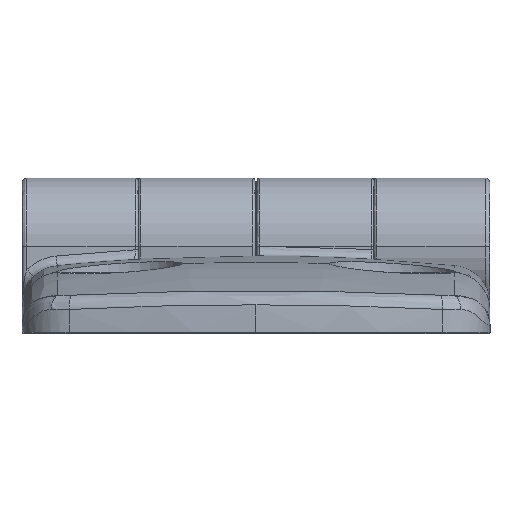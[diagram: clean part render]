
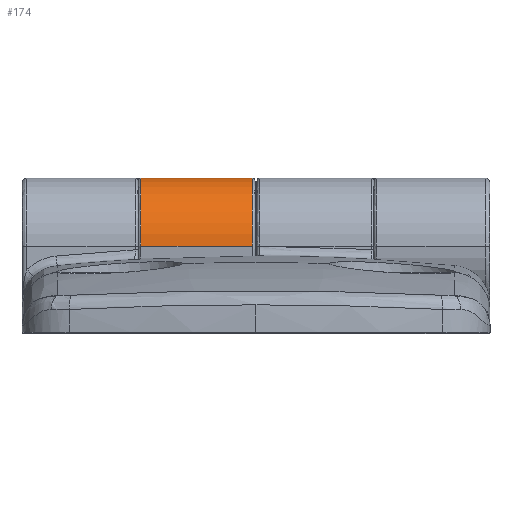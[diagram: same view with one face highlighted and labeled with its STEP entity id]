
A CAD part, top view. The second image highlights one B-rep face of the part: STEP entity #174.
In plain terms, the highlighted cylindrical face has radius 7 mm (diameter 14 mm), a partial arc.
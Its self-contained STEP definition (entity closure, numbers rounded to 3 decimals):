
#174 = ADVANCED_FACE ( 'NONE', ( #1190 ), #5040, .T. ) ;
#232 = CARTESIAN_POINT ( 'NONE',  ( -11.8, 8.9, -7. ) ) ;
#890 = ORIENTED_EDGE ( 'NONE', *, *, #7984, .F. ) ;
#973 = VERTEX_POINT ( 'NONE', #1706 ) ;
#1102 = ORIENTED_EDGE ( 'NONE', *, *, #2291, .T. ) ;
#1190 = FACE_OUTER_BOUND ( 'NONE', #5825, .T. ) ;
#1350 = DIRECTION ( 'NONE',  ( -1., 0., 0. ) ) ;
#1706 = CARTESIAN_POINT ( 'NONE',  ( -0.4, 8.9, 7. ) ) ;
#1857 = CARTESIAN_POINT ( 'NONE',  ( 24., 8.9, -7. ) ) ;
#2205 = EDGE_CURVE ( 'NONE', #7260, #2849, #5953, .T. ) ;
#2291 = EDGE_CURVE ( 'NONE', #973, #5559, #6536, .T. ) ;
#2481 = DIRECTION ( 'NONE',  ( 0., 0., 1. ) ) ;
#2512 = DIRECTION ( 'NONE',  ( -1., 0., 0. ) ) ;
#2542 = CARTESIAN_POINT ( 'NONE',  ( -0.4, 8.9, 0. ) ) ;
#2690 = DIRECTION ( 'NONE',  ( -1., 0., 0. ) ) ;
#2719 = CARTESIAN_POINT ( 'NONE',  ( 24., 8.9, 7. ) ) ;
#2849 = VERTEX_POINT ( 'NONE', #232 ) ;
#4129 = CARTESIAN_POINT ( 'NONE',  ( -0.4, 8.9, -7. ) ) ;
#4495 = DIRECTION ( 'NONE',  ( -1., 0., 0. ) ) ;
#4975 = DIRECTION ( 'NONE',  ( 0., 0., 1. ) ) ;
#5040 = CYLINDRICAL_SURFACE ( 'NONE', #8024, 7. ) ;
#5049 = DIRECTION ( 'NONE',  ( -1., 0., 0. ) ) ;
#5183 = CARTESIAN_POINT ( 'NONE',  ( 24., 8.9, 0. ) ) ;
#5559 = VERTEX_POINT ( 'NONE', #4129 ) ;
#5825 = EDGE_LOOP ( 'NONE', ( #890, #1102, #8967, #7789 ) ) ;
#5953 = CIRCLE ( 'NONE', #6097, 7. ) ;
#5988 = AXIS2_PLACEMENT_3D ( 'NONE', #2542, #2512, #2481 ) ;
#6097 = AXIS2_PLACEMENT_3D ( 'NONE', #7207, #2690, #9018 ) ;
#6536 = CIRCLE ( 'NONE', #5988, 7. ) ;
#6941 = LINE ( 'NONE', #1857, #7270 ) ;
#7207 = CARTESIAN_POINT ( 'NONE',  ( -11.8, 8.9, 0. ) ) ;
#7260 = VERTEX_POINT ( 'NONE', #8429 ) ;
#7270 = VECTOR ( 'NONE', #1350, 1000. ) ;
#7789 = ORIENTED_EDGE ( 'NONE', *, *, #2205, .F. ) ;
#7984 = EDGE_CURVE ( 'NONE', #973, #7260, #8612, .T. ) ;
#8024 = AXIS2_PLACEMENT_3D ( 'NONE', #5183, #5049, #4975 ) ;
#8429 = CARTESIAN_POINT ( 'NONE',  ( -11.8, 8.9, 7. ) ) ;
#8517 = VECTOR ( 'NONE', #4495, 1000. ) ;
#8612 = LINE ( 'NONE', #2719, #8517 ) ;
#8853 = EDGE_CURVE ( 'NONE', #5559, #2849, #6941, .T. ) ;
#8967 = ORIENTED_EDGE ( 'NONE', *, *, #8853, .T. ) ;
#9018 = DIRECTION ( 'NONE',  ( 0., 0., -1. ) ) ;
